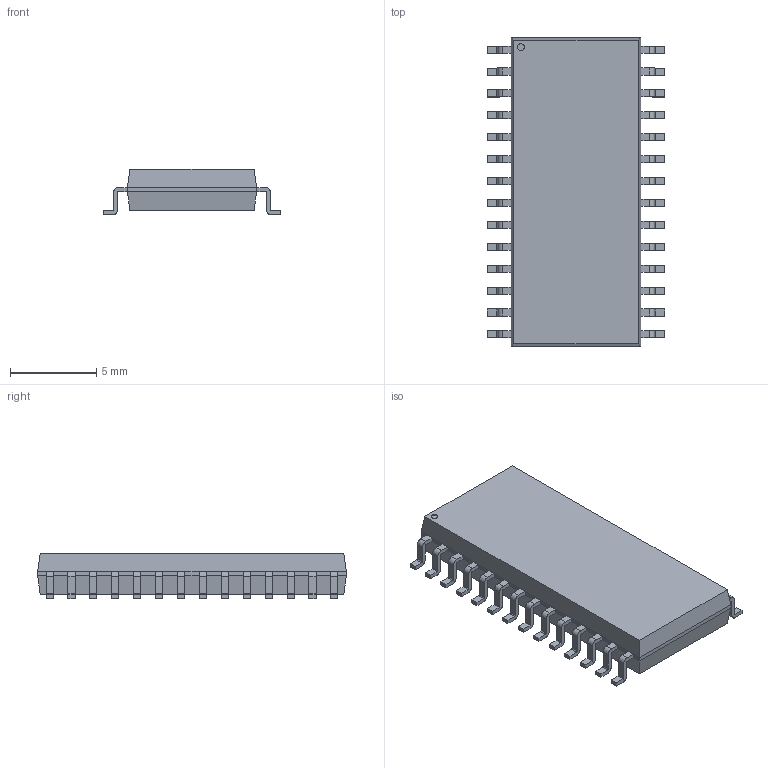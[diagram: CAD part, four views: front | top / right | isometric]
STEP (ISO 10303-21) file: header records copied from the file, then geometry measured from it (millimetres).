
FILE_DESCRIPTION(/* description */ (''),/* implementation_level */ '2;1');
FILE_NAME(/* name */ 'SOIC-28.step',/* time_stamp */ '2021-06-24T16:08:40-05:00',/* author */ (''),/* organization */ (''),/* preprocessor_version */ 'ST-DEVELOPER v18.1',/* originating_system */ 'Autodesk Translation Framework v10.9.0.1377',/* authorisation */ '');
FILE_SCHEMA (('AUTOMOTIVE_DESIGN { 1 0 10303 214 3 1 1 }'));
Length unit declared in the file: millimetre
Products named in the file (1): SOIC-28
Bounding box: 10.3 x 17.9 x 2.65 mm (x, y, z)
Volume: 319.1 mm3; surface area: 474 mm2
Topology: 29 solids, 29 shells, 408 faces, 1039 edges, 690 vertices
Faces by surface type: plane 295, cylinder 113
Full cylindrical faces by diameter (mm): 0.4 x1
Entity records: 12285 total; most frequent: CARTESIAN_POINT 2138, DIRECTION 2083, ORIENTED_EDGE 2078, EDGE_CURVE 1039, LINE 813, VECTOR 813, VERTEX_POINT 690, AXIS2_PLACEMENT_3D 635
